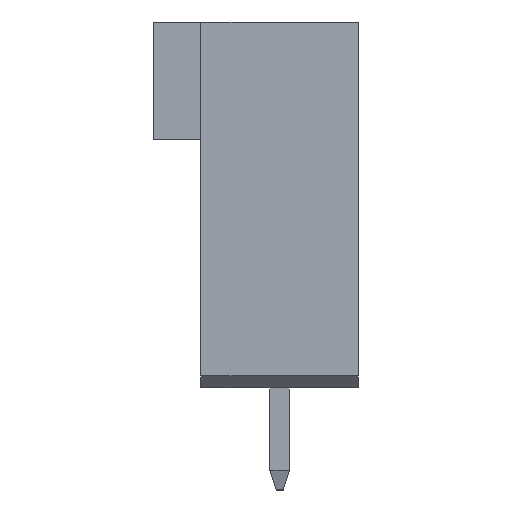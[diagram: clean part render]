
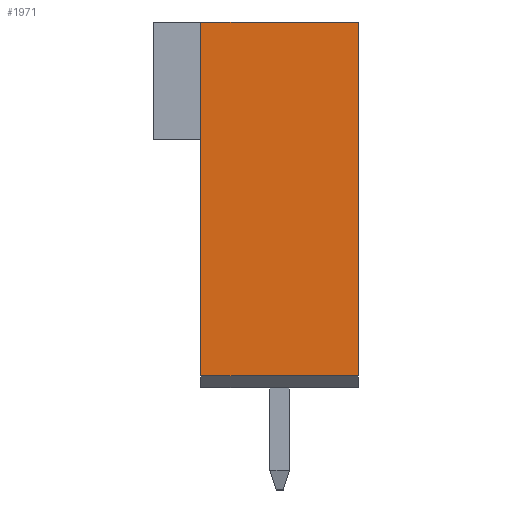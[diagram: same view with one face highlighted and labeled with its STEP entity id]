
A CAD part, left-side view. The second image highlights one B-rep face of the part: STEP entity #1971.
In plain terms, the highlighted planar face has unit normal (-1, 0, 0).
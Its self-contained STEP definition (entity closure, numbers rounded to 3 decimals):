
#777 = ORIENTED_EDGE ( 'NONE', *, *, #5774, .F. ) ;
#881 = DIRECTION ( 'NONE',  ( 0., 0., -1. ) ) ;
#885 = DIRECTION ( 'NONE',  ( 1., 0., 0. ) ) ;
#897 = CARTESIAN_POINT ( 'NONE',  ( -8.89, 0., 0. ) ) ;
#925 = PLANE ( 'NONE',  #4173 ) ;
#1346 = EDGE_CURVE ( 'NONE', #2940, #2667, #2776, .T. ) ;
#1971 = ADVANCED_FACE ( 'NONE', ( #2676 ), #925, .F. ) ;
#2037 = ORIENTED_EDGE ( 'NONE', *, *, #4237, .F. ) ;
#2102 = DIRECTION ( 'NONE',  ( 0., 0., -1. ) ) ;
#2109 = CARTESIAN_POINT ( 'NONE',  ( -8.89, -2.54, 3.81 ) ) ;
#2196 = ORIENTED_EDGE ( 'NONE', *, *, #2552, .F. ) ;
#2217 = VECTOR ( 'NONE', #2102, 1000. ) ;
#2322 = DIRECTION ( 'NONE',  ( 0., 0., 1. ) ) ;
#2395 = CARTESIAN_POINT ( 'NONE',  ( -8.89, 2.54, 0. ) ) ;
#2552 = EDGE_CURVE ( 'NONE', #2667, #3128, #5582, .T. ) ;
#2641 = CARTESIAN_POINT ( 'NONE',  ( -8.89, -2.54, 3.81 ) ) ;
#2667 = VERTEX_POINT ( 'NONE', #5088 ) ;
#2676 = FACE_OUTER_BOUND ( 'NONE', #2900, .T. ) ;
#2776 = LINE ( 'NONE', #2395, #2834 ) ;
#2834 = VECTOR ( 'NONE', #2322, 1000. ) ;
#2900 = EDGE_LOOP ( 'NONE', ( #777, #2196, #2993, #2037 ) ) ;
#2921 = VERTEX_POINT ( 'NONE', #3683 ) ;
#2940 = VERTEX_POINT ( 'NONE', #3474 ) ;
#2993 = ORIENTED_EDGE ( 'NONE', *, *, #1346, .F. ) ;
#3018 = DIRECTION ( 'NONE',  ( 0., 1., 0. ) ) ;
#3039 = CARTESIAN_POINT ( 'NONE',  ( -8.89, 0., -7.62 ) ) ;
#3128 = VERTEX_POINT ( 'NONE', #2641 ) ;
#3474 = CARTESIAN_POINT ( 'NONE',  ( -8.89, 2.54, -7.62 ) ) ;
#3683 = CARTESIAN_POINT ( 'NONE',  ( -8.89, -2.54, -7.62 ) ) ;
#4173 = AXIS2_PLACEMENT_3D ( 'NONE', #897, #885, #881 ) ;
#4237 = EDGE_CURVE ( 'NONE', #2921, #2940, #6020, .T. ) ;
#5088 = CARTESIAN_POINT ( 'NONE',  ( -8.89, 2.54, 3.81 ) ) ;
#5432 = DIRECTION ( 'NONE',  ( 0., -1., 0. ) ) ;
#5440 = CARTESIAN_POINT ( 'NONE',  ( -8.89, 4.064, 3.81 ) ) ;
#5457 = LINE ( 'NONE', #2109, #2217 ) ;
#5582 = LINE ( 'NONE', #5440, #5946 ) ;
#5774 = EDGE_CURVE ( 'NONE', #3128, #2921, #5457, .T. ) ;
#5946 = VECTOR ( 'NONE', #5432, 1000. ) ;
#5957 = VECTOR ( 'NONE', #3018, 1000. ) ;
#6020 = LINE ( 'NONE', #3039, #5957 ) ;
